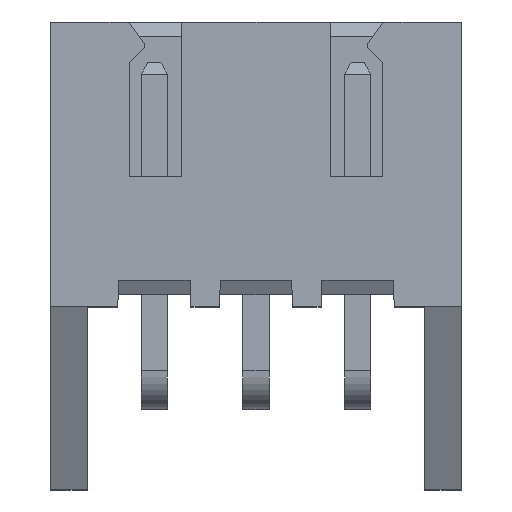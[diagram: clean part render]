
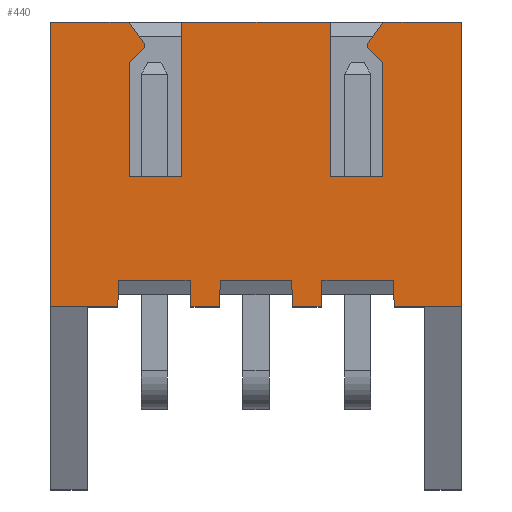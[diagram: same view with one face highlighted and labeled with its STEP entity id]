
A CAD part, top view. The second image highlights one B-rep face of the part: STEP entity #440.
In plain terms, the highlighted planar face has unit normal (0, 0, 1).
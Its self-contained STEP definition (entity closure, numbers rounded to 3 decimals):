
#440=ADVANCED_FACE('',(#1103),#1105,.T.);
#1103=FACE_BOUND('',#1104,.T.);
#1104=EDGE_LOOP('',(#1635,#1636,#1637,#1638,#1639,#1640,#1641,#1642,#1643,#1644,
#1645,#1646,#1647,#1648,#1649,#1650,#1651,#1652,#1653,#1654,#1655,#1656,#1657,#1658,
#1659,#1660,#1661,#1662,#1663,#1664));
#1105=PLANE('',#1106);
#1106=AXIS2_PLACEMENT_3D('',#1107,#1108,#1109);
#1107=CARTESIAN_POINT('',(-7.55,2.2,5.75));
#1108=DIRECTION('',(0.,0.,1.));
#1109=DIRECTION('',(1.,0.,0.));
#1635=ORIENTED_EDGE('',*,*,#2015,.T.);
#1636=ORIENTED_EDGE('',*,*,#2007,.T.);
#1637=ORIENTED_EDGE('',*,*,#2006,.T.);
#1638=ORIENTED_EDGE('',*,*,#2003,.T.);
#1639=ORIENTED_EDGE('',*,*,#2016,.T.);
#1640=ORIENTED_EDGE('',*,*,#1995,.T.);
#1641=ORIENTED_EDGE('',*,*,#1993,.T.);
#1642=ORIENTED_EDGE('',*,*,#1983,.T.);
#1643=ORIENTED_EDGE('',*,*,#2017,.F.);
#1644=ORIENTED_EDGE('',*,*,#2018,.T.);
#1645=ORIENTED_EDGE('',*,*,#2019,.T.);
#1646=ORIENTED_EDGE('',*,*,#2020,.T.);
#1647=ORIENTED_EDGE('',*,*,#2021,.T.);
#1648=ORIENTED_EDGE('',*,*,#2022,.T.);
#1649=ORIENTED_EDGE('',*,*,#2023,.T.);
#1650=ORIENTED_EDGE('',*,*,#2024,.F.);
#1651=ORIENTED_EDGE('',*,*,#2025,.T.);
#1652=ORIENTED_EDGE('',*,*,#2026,.T.);
#1653=ORIENTED_EDGE('',*,*,#2027,.T.);
#1654=ORIENTED_EDGE('',*,*,#2028,.T.);
#1655=ORIENTED_EDGE('',*,*,#2029,.T.);
#1656=ORIENTED_EDGE('',*,*,#2030,.T.);
#1657=ORIENTED_EDGE('',*,*,#2031,.F.);
#1658=ORIENTED_EDGE('',*,*,#1944,.F.);
#1659=ORIENTED_EDGE('',*,*,#1951,.T.);
#1660=ORIENTED_EDGE('',*,*,#1972,.T.);
#1661=ORIENTED_EDGE('',*,*,#2032,.T.);
#1662=ORIENTED_EDGE('',*,*,#1964,.T.);
#1663=ORIENTED_EDGE('',*,*,#1962,.T.);
#1664=ORIENTED_EDGE('',*,*,#1960,.T.);
#1944=EDGE_CURVE('',#2183,#2185,#2186,.T.);
#1951=EDGE_CURVE('',#2183,#2195,#2197,.T.);
#1960=EDGE_CURVE('',#2211,#2209,#2212,.F.);
#1962=EDGE_CURVE('',#2214,#2211,#2215,.T.);
#1964=EDGE_CURVE('',#2217,#2214,#2218,.F.);
#1972=EDGE_CURVE('',#2195,#2229,#2231,.F.);
#1983=EDGE_CURVE('',#2252,#2250,#2253,.T.);
#1993=EDGE_CURVE('',#2267,#2252,#2268,.T.);
#1995=EDGE_CURVE('',#2270,#2267,#2271,.F.);
#2003=EDGE_CURVE('',#2284,#2282,#2285,.F.);
#2006=EDGE_CURVE('',#2287,#2284,#2289,.T.);
#2007=EDGE_CURVE('',#2290,#2287,#2291,.F.);
#2015=EDGE_CURVE('',#2209,#2290,#2303,.F.);
#2016=EDGE_CURVE('',#2282,#2270,#2304,.F.);
#2017=EDGE_CURVE('',#2305,#2250,#2306,.T.);
#2018=EDGE_CURVE('',#2305,#2307,#2308,.F.);
#2019=EDGE_CURVE('',#2307,#2309,#2310,.F.);
#2020=EDGE_CURVE('',#2309,#2311,#2312,.F.);
#2021=EDGE_CURVE('',#2311,#2313,#2314,.F.);
#2022=EDGE_CURVE('',#2313,#2315,#2316,.F.);
#2023=EDGE_CURVE('',#2315,#2317,#2318,.F.);
#2024=EDGE_CURVE('',#2319,#2317,#2320,.T.);
#2025=EDGE_CURVE('',#2319,#2321,#2322,.F.);
#2026=EDGE_CURVE('',#2321,#2323,#2324,.F.);
#2027=EDGE_CURVE('',#2323,#2325,#2326,.F.);
#2028=EDGE_CURVE('',#2325,#2327,#2328,.F.);
#2029=EDGE_CURVE('',#2327,#2329,#2330,.F.);
#2030=EDGE_CURVE('',#2329,#2331,#2332,.F.);
#2031=EDGE_CURVE('',#2185,#2331,#2333,.T.);
#2032=EDGE_CURVE('',#2229,#2217,#2334,.F.);
#2183=VERTEX_POINT('',#2588);
#2185=VERTEX_POINT('',#2592);
#2186=LINE('',#2593,#2594);
#2195=VERTEX_POINT('',#2614);
#2197=LINE('',#2618,#2619);
#2209=VERTEX_POINT('',#2646);
#2211=VERTEX_POINT('',#2650);
#2212=LINE('',#2651,#2652);
#2214=VERTEX_POINT('',#2657);
#2215=LINE('',#2658,#2659);
#2217=VERTEX_POINT('',#2664);
#2218=LINE('',#2665,#2666);
#2229=VERTEX_POINT('',#2690);
#2231=LINE('',#2694,#2695);
#2250=VERTEX_POINT('',#2733);
#2252=VERTEX_POINT('',#2737);
#2253=LINE('',#2738,#2739);
#2267=VERTEX_POINT('',#2772);
#2268=LINE('',#2773,#2774);
#2270=VERTEX_POINT('',#2779);
#2271=LINE('',#2780,#2781);
#2282=VERTEX_POINT('',#2805);
#2284=VERTEX_POINT('',#2809);
#2285=LINE('',#2810,#2811);
#2287=VERTEX_POINT('',#2816);
#2289=LINE('',#2820,#2821);
#2290=VERTEX_POINT('',#2823);
#2291=LINE('',#2824,#2825);
#2303=LINE('',#2852,#2853);
#2304=LINE('',#2855,#2856);
#2305=VERTEX_POINT('',#2858);
#2306=LINE('',#2859,#2860);
#2307=VERTEX_POINT('',#2862);
#2308=LINE('',#2863,#2864);
#2309=VERTEX_POINT('',#2866);
#2310=LINE('',#2867,#2868);
#2311=VERTEX_POINT('',#2870);
#2312=LINE('',#2871,#2872);
#2313=VERTEX_POINT('',#2874);
#2314=LINE('',#2875,#2876);
#2315=VERTEX_POINT('',#2878);
#2316=LINE('',#2879,#2880);
#2317=VERTEX_POINT('',#2882);
#2318=LINE('',#2883,#2884);
#2319=VERTEX_POINT('',#2886);
#2320=LINE('',#2887,#2888);
#2321=VERTEX_POINT('',#2890);
#2322=LINE('',#2891,#2892);
#2323=VERTEX_POINT('',#2894);
#2324=LINE('',#2895,#2896);
#2325=VERTEX_POINT('',#2898);
#2326=LINE('',#2899,#2900);
#2327=VERTEX_POINT('',#2902);
#2328=LINE('',#2903,#2904);
#2329=VERTEX_POINT('',#2906);
#2330=LINE('',#2907,#2908);
#2331=VERTEX_POINT('',#2910);
#2332=LINE('',#2911,#2912);
#2333=LINE('',#2914,#2915);
#2334=LINE('',#2917,#2918);
#2588=CARTESIAN_POINT('',(-7.55,2.2,5.75));
#2592=CARTESIAN_POINT('',(-7.55,9.2,5.75));
#2593=CARTESIAN_POINT('',(-7.55,2.2,5.75));
#2594=VECTOR('',#2595,1.);
#2595=DIRECTION('',(0.,1.,0.));
#2614=CARTESIAN_POINT('',(-5.9,2.2,5.75));
#2618=CARTESIAN_POINT('',(-7.55,2.2,5.75));
#2619=VECTOR('',#2620,1.);
#2620=DIRECTION('',(1.,0.,0.));
#2646=CARTESIAN_POINT('',(-3.377,2.85,5.75));
#2650=CARTESIAN_POINT('',(-3.4,2.2,5.75));
#2651=CARTESIAN_POINT('',(-3.377,2.85,5.75));
#2652=VECTOR('',#2653,1.);
#2653=DIRECTION('',(-0.035,-0.999,0.));
#2657=CARTESIAN_POINT('',(-4.1,2.2,5.75));
#2658=CARTESIAN_POINT('',(-4.1,2.2,5.75));
#2659=VECTOR('',#2660,1.);
#2660=DIRECTION('',(1.,0.,0.));
#2664=CARTESIAN_POINT('',(-4.123,2.85,5.75));
#2665=CARTESIAN_POINT('',(-4.1,2.2,5.75));
#2666=VECTOR('',#2667,1.);
#2667=DIRECTION('',(-0.035,0.999,0.));
#2690=CARTESIAN_POINT('',(-5.877,2.85,5.75));
#2694=CARTESIAN_POINT('',(-5.877,2.85,5.75));
#2695=VECTOR('',#2696,1.);
#2696=DIRECTION('',(-0.035,-0.999,0.));
#2733=CARTESIAN_POINT('',(2.55,9.2,5.75));
#2737=CARTESIAN_POINT('',(2.55,2.2,5.75));
#2738=CARTESIAN_POINT('',(2.55,2.2,5.75));
#2739=VECTOR('',#2740,1.);
#2740=DIRECTION('',(0.,1.,0.));
#2772=CARTESIAN_POINT('',(0.9,2.2,5.75));
#2773=CARTESIAN_POINT('',(0.9,2.2,5.75));
#2774=VECTOR('',#2775,1.);
#2775=DIRECTION('',(1.,0.,0.));
#2779=CARTESIAN_POINT('',(0.877,2.85,5.75));
#2780=CARTESIAN_POINT('',(0.9,2.2,5.75));
#2781=VECTOR('',#2782,1.);
#2782=DIRECTION('',(-0.035,0.999,0.));
#2805=CARTESIAN_POINT('',(-0.877,2.85,5.75));
#2809=CARTESIAN_POINT('',(-0.9,2.2,5.75));
#2810=CARTESIAN_POINT('',(-0.877,2.85,5.75));
#2811=VECTOR('',#2812,1.);
#2812=DIRECTION('',(-0.035,-0.999,0.));
#2816=CARTESIAN_POINT('',(-1.6,2.2,5.75));
#2820=CARTESIAN_POINT('',(-1.6,2.2,5.75));
#2821=VECTOR('',#2822,1.);
#2822=DIRECTION('',(1.,0.,0.));
#2823=CARTESIAN_POINT('',(-1.623,2.85,5.75));
#2824=CARTESIAN_POINT('',(-1.6,2.2,5.75));
#2825=VECTOR('',#2826,1.);
#2826=DIRECTION('',(-0.035,0.999,0.));
#2852=CARTESIAN_POINT('',(-1.623,2.85,5.75));
#2853=VECTOR('',#2854,1.);
#2854=DIRECTION('',(-1.,0.,0.));
#2855=CARTESIAN_POINT('',(0.877,2.85,5.75));
#2856=VECTOR('',#2857,1.);
#2857=DIRECTION('',(-1.,0.,0.));
#2858=CARTESIAN_POINT('',(0.621,9.2,5.75));
#2859=CARTESIAN_POINT('',(0.621,9.2,5.75));
#2860=VECTOR('',#2861,1.);
#2861=DIRECTION('',(1.,0.,0.));
#2862=CARTESIAN_POINT('',(0.25,8.671,5.75));
#2863=CARTESIAN_POINT('',(0.25,8.671,5.75));
#2864=VECTOR('',#2865,1.);
#2865=DIRECTION('',(0.574,0.819,0.));
#2866=CARTESIAN_POINT('',(0.25,8.571,5.75));
#2867=CARTESIAN_POINT('',(0.25,8.571,5.75));
#2868=VECTOR('',#2869,1.);
#2869=DIRECTION('',(0.,1.,0.));
#2870=CARTESIAN_POINT('',(0.621,8.2,5.75));
#2871=CARTESIAN_POINT('',(0.621,8.2,5.75));
#2872=VECTOR('',#2873,1.);
#2873=DIRECTION('',(-0.707,0.707,0.));
#2874=CARTESIAN_POINT('',(0.621,5.4,5.75));
#2875=CARTESIAN_POINT('',(0.621,5.4,5.75));
#2876=VECTOR('',#2877,1.);
#2877=DIRECTION('',(0.,1.,0.));
#2878=CARTESIAN_POINT('',(-0.679,5.4,5.75));
#2879=CARTESIAN_POINT('',(-0.679,5.4,5.75));
#2880=VECTOR('',#2881,1.);
#2881=DIRECTION('',(1.,0.,0.));
#2882=CARTESIAN_POINT('',(-0.679,9.2,5.75));
#2883=CARTESIAN_POINT('',(-0.679,9.2,5.75));
#2884=VECTOR('',#2885,1.);
#2885=DIRECTION('',(0.,-1.,0.));
#2886=CARTESIAN_POINT('',(-4.321,9.2,5.75));
#2887=CARTESIAN_POINT('',(-4.321,9.2,5.75));
#2888=VECTOR('',#2889,1.);
#2889=DIRECTION('',(1.,0.,0.));
#2890=CARTESIAN_POINT('',(-4.321,5.4,5.75));
#2891=CARTESIAN_POINT('',(-4.321,5.4,5.75));
#2892=VECTOR('',#2893,1.);
#2893=DIRECTION('',(0.,1.,0.));
#2894=CARTESIAN_POINT('',(-5.621,5.4,5.75));
#2895=CARTESIAN_POINT('',(-5.621,5.4,5.75));
#2896=VECTOR('',#2897,1.);
#2897=DIRECTION('',(1.,0.,0.));
#2898=CARTESIAN_POINT('',(-5.621,8.2,5.75));
#2899=CARTESIAN_POINT('',(-5.621,8.2,5.75));
#2900=VECTOR('',#2901,1.);
#2901=DIRECTION('',(0.,-1.,0.));
#2902=CARTESIAN_POINT('',(-5.25,8.571,5.75));
#2903=CARTESIAN_POINT('',(-5.25,8.571,5.75));
#2904=VECTOR('',#2905,1.);
#2905=DIRECTION('',(-0.707,-0.707,0.));
#2906=CARTESIAN_POINT('',(-5.25,8.671,5.75));
#2907=CARTESIAN_POINT('',(-5.25,8.671,5.75));
#2908=VECTOR('',#2909,1.);
#2909=DIRECTION('',(0.,-1.,0.));
#2910=CARTESIAN_POINT('',(-5.621,9.2,5.75));
#2911=CARTESIAN_POINT('',(-5.621,9.2,5.75));
#2912=VECTOR('',#2913,1.);
#2913=DIRECTION('',(0.574,-0.819,0.));
#2914=CARTESIAN_POINT('',(-7.55,9.2,5.75));
#2915=VECTOR('',#2916,1.);
#2916=DIRECTION('',(1.,0.,0.));
#2917=CARTESIAN_POINT('',(-4.123,2.85,5.75));
#2918=VECTOR('',#2919,1.);
#2919=DIRECTION('',(-1.,0.,0.));
